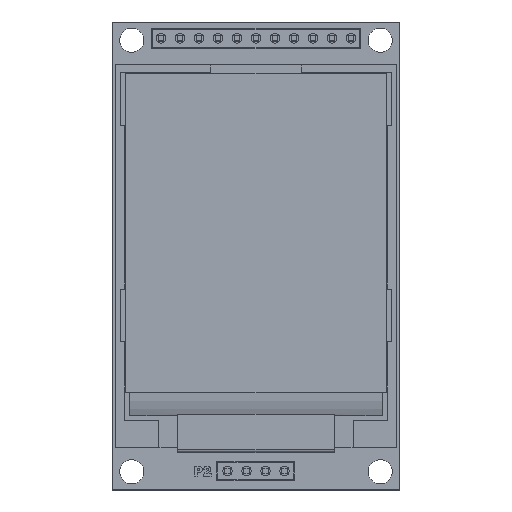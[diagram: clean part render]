
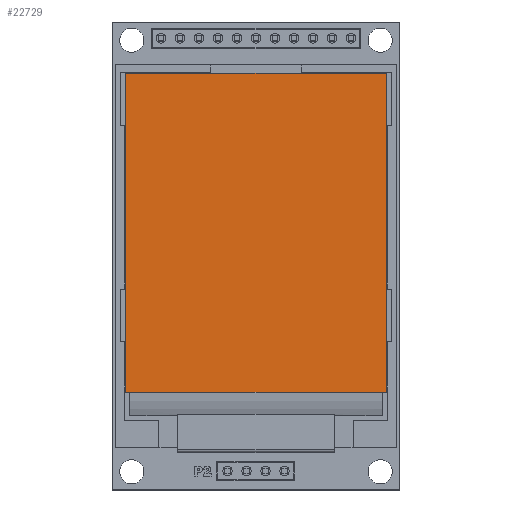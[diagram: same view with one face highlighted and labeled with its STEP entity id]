
A CAD part, top view. The second image highlights one B-rep face of the part: STEP entity #22729.
In plain terms, the highlighted planar face has unit normal (0, 0, 1).
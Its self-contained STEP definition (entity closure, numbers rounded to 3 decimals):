
#1422=LINE('',#31604,#2838);
#1424=LINE('',#31608,#2840);
#1426=LINE('',#31612,#2842);
#1431=LINE('',#31621,#2847);
#2838=VECTOR('',#25168,1000.);
#2840=VECTOR('',#25172,1000.);
#2842=VECTOR('',#25176,1000.);
#2847=VECTOR('',#25183,1000.);
#4846=ORIENTED_EDGE('',*,*,#9335,.F.);
#4847=ORIENTED_EDGE('',*,*,#9344,.F.);
#4848=ORIENTED_EDGE('',*,*,#9339,.F.);
#4849=ORIENTED_EDGE('',*,*,#9337,.F.);
#9335=EDGE_CURVE('',#11634,#11635,#1422,.T.);
#9337=EDGE_CURVE('',#11635,#11636,#1424,.T.);
#9339=EDGE_CURVE('',#11636,#11637,#1426,.T.);
#9344=EDGE_CURVE('',#11637,#11634,#1431,.T.);
#11634=VERTEX_POINT('',#31603);
#11635=VERTEX_POINT('',#31605);
#11636=VERTEX_POINT('',#31609);
#11637=VERTEX_POINT('',#31613);
#12866=EDGE_LOOP('',(#4846,#4847,#4848,#4849));
#14012=FACE_BOUND('',#12866,.T.);
#15013=PLANE('',#23770);
#22729=ADVANCED_FACE('',(#14012),#15013,.F.);
#23770=AXIS2_PLACEMENT_3D('',#31622,#25184,#25185);
#25168=DIRECTION('',(0.,1.,0.));
#25172=DIRECTION('',(1.,0.,0.));
#25176=DIRECTION('',(0.,-1.,0.));
#25183=DIRECTION('',(-1.,0.,0.));
#25184=DIRECTION('',(0.,0.,-1.));
#25185=DIRECTION('',(-1.,0.,0.));
#31603=CARTESIAN_POINT('',(-17.437,-18.212,3.85));
#31604=CARTESIAN_POINT('',(-17.437,-18.212,3.85));
#31605=CARTESIAN_POINT('',(-17.437,24.409,3.85));
#31608=CARTESIAN_POINT('',(-17.437,24.409,3.85));
#31609=CARTESIAN_POINT('',(17.437,24.409,3.85));
#31612=CARTESIAN_POINT('',(17.437,24.409,3.85));
#31613=CARTESIAN_POINT('',(17.437,-18.212,3.85));
#31621=CARTESIAN_POINT('',(17.437,-18.212,3.85));
#31622=CARTESIAN_POINT('',(0.,0.,3.85));
